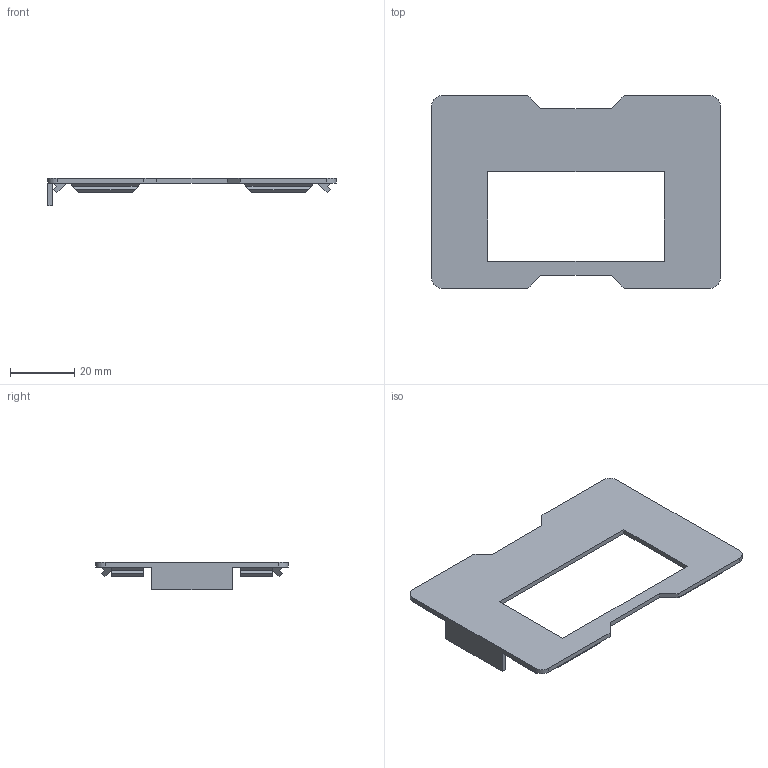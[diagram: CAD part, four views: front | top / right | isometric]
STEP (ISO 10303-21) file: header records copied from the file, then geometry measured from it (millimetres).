
FILE_DESCRIPTION(/* description */ (''),/* implementation_level */ '2;1');
FILE_NAME(/* name */ 'top cover v2.step',/* time_stamp */ '2024-06-14T21:02:45-07:00',/* author */ (''),/* organization */ (''),/* preprocessor_version */ 'ST-DEVELOPER v20',/* originating_system */ 'Autodesk Translation Framework v13.14.0.145',/* authorisation */ '');
FILE_SCHEMA (('AUTOMOTIVE_DESIGN { 1 0 10303 214 3 1 1 }'));
Length unit declared in the file: millimetre
Products named in the file (1): top cover
Bounding box: 90 x 60 x 8.5 mm (x, y, z)
Volume: 6495.5 mm3; surface area: 8969.8 mm2
Topology: 1 solids, 1 shells, 74 faces, 192 edges, 128 vertices
Faces by surface type: plane 70, cylinder 4
Entity records: 2268 total; most frequent: CARTESIAN_POINT 395, ORIENTED_EDGE 384, DIRECTION 350, EDGE_CURVE 192, LINE 184, VECTOR 184, VERTEX_POINT 128, EDGE_LOOP 84
